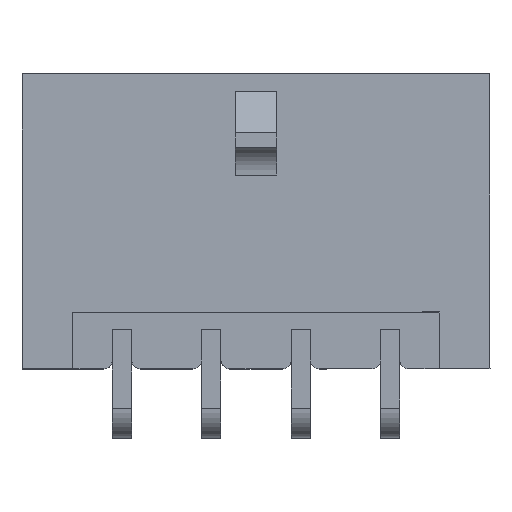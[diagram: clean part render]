
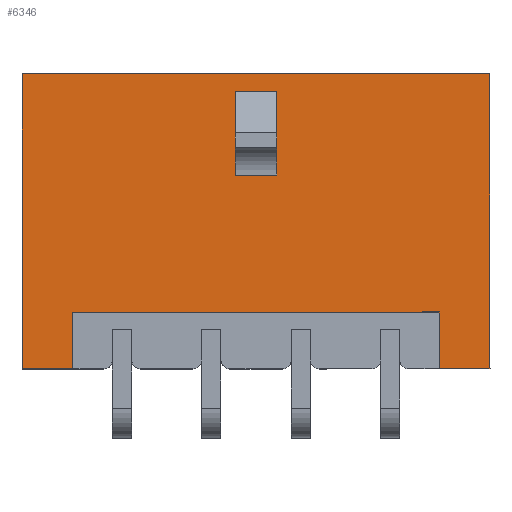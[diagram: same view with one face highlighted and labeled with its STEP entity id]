
A CAD part, top view. The second image highlights one B-rep face of the part: STEP entity #6346.
In plain terms, the highlighted face is planar.
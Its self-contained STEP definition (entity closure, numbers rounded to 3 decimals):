
#466=ORIENTED_EDGE('',*,*,#2289,.F.);
#467=ORIENTED_EDGE('',*,*,#2290,.F.);
#468=ORIENTED_EDGE('',*,*,#2291,.T.);
#469=ORIENTED_EDGE('',*,*,#2292,.T.);
#470=ORIENTED_EDGE('',*,*,#2293,.T.);
#471=ORIENTED_EDGE('',*,*,#2294,.T.);
#472=ORIENTED_EDGE('',*,*,#2181,.F.);
#473=ORIENTED_EDGE('',*,*,#2295,.T.);
#474=ORIENTED_EDGE('',*,*,#2296,.T.);
#475=ORIENTED_EDGE('',*,*,#2297,.F.);
#476=ORIENTED_EDGE('',*,*,#2298,.F.);
#477=ORIENTED_EDGE('',*,*,#2299,.T.);
#2181=EDGE_CURVE('',#3101,#3102,#3733,.T.);
#2289=EDGE_CURVE('',#3181,#3182,#3827,.T.);
#2290=EDGE_CURVE('',#3183,#3181,#3828,.T.);
#2291=EDGE_CURVE('',#3183,#3184,#3829,.T.);
#2292=EDGE_CURVE('',#3184,#3182,#3830,.T.);
#2293=EDGE_CURVE('',#3185,#3186,#3831,.T.);
#2294=EDGE_CURVE('',#3186,#3102,#3832,.T.);
#2295=EDGE_CURVE('',#3101,#3187,#3833,.T.);
#2296=EDGE_CURVE('',#3187,#3188,#3834,.T.);
#2297=EDGE_CURVE('',#3189,#3188,#3835,.T.);
#2298=EDGE_CURVE('',#3190,#3189,#3836,.T.);
#2299=EDGE_CURVE('',#3190,#3185,#3837,.T.);
#3101=VERTEX_POINT('',#9303);
#3102=VERTEX_POINT('',#9305);
#3181=VERTEX_POINT('',#9515);
#3182=VERTEX_POINT('',#9516);
#3183=VERTEX_POINT('',#9518);
#3184=VERTEX_POINT('',#9520);
#3185=VERTEX_POINT('',#9523);
#3186=VERTEX_POINT('',#9524);
#3187=VERTEX_POINT('',#9527);
#3188=VERTEX_POINT('',#9529);
#3189=VERTEX_POINT('',#9531);
#3190=VERTEX_POINT('',#9533);
#3733=LINE('',#9304,#4607);
#3827=LINE('',#9514,#4701);
#3828=LINE('',#9517,#4702);
#3829=LINE('',#9519,#4703);
#3830=LINE('',#9521,#4704);
#3831=LINE('',#9522,#4705);
#3832=LINE('',#9525,#4706);
#3833=LINE('',#9526,#4707);
#3834=LINE('',#9528,#4708);
#3835=LINE('',#9530,#4709);
#3836=LINE('',#9532,#4710);
#3837=LINE('',#9534,#4711);
#4607=VECTOR('',#7547,1000.);
#4701=VECTOR('',#7715,1000.);
#4702=VECTOR('',#7716,1000.);
#4703=VECTOR('',#7717,1000.);
#4704=VECTOR('',#7718,1000.);
#4705=VECTOR('',#7719,1000.);
#4706=VECTOR('',#7720,1000.);
#4707=VECTOR('',#7721,1000.);
#4708=VECTOR('',#7722,1000.);
#4709=VECTOR('',#7723,1000.);
#4710=VECTOR('',#7724,1000.);
#4711=VECTOR('',#7725,1000.);
#5380=EDGE_LOOP('',(#466,#467,#468,#469));
#5381=EDGE_LOOP('',(#470,#471,#472,#473,#474,#475,#476,#477));
#5718=FACE_BOUND('',#5380,.T.);
#5719=FACE_BOUND('',#5381,.T.);
#6056=PLANE('',#7012);
#6346=ADVANCED_FACE('',(#5718,#5719),#6056,.T.);
#7012=AXIS2_PLACEMENT_3D('',#9513,#7713,#7714);
#7547=DIRECTION('',(-1.,0.,0.));
#7713=DIRECTION('',(0.,-1.,0.));
#7714=DIRECTION('',(0.,0.,-1.));
#7715=DIRECTION('',(-1.,0.,0.));
#7716=DIRECTION('',(0.,0.,1.));
#7717=DIRECTION('',(-1.,0.,0.));
#7718=DIRECTION('',(0.,0.,1.));
#7719=DIRECTION('',(1.,0.,0.));
#7720=DIRECTION('',(0.,0.,-1.));
#7721=DIRECTION('',(0.,0.,1.));
#7722=DIRECTION('',(-1.,0.,0.));
#7723=DIRECTION('',(0.,0.,1.));
#7724=DIRECTION('',(-1.,0.,0.));
#7725=DIRECTION('',(0.,0.,1.));
#9303=CARTESIAN_POINT('',(7.85,-3.43,-4.95));
#9304=CARTESIAN_POINT('',(7.85,-3.43,-4.95));
#9305=CARTESIAN_POINT('',(6.15,-3.43,-4.95));
#9513=CARTESIAN_POINT('',(7.85,-3.43,-4.95));
#9514=CARTESIAN_POINT('',(0.7,-3.43,4.35));
#9515=CARTESIAN_POINT('',(0.7,-3.43,4.35));
#9516=CARTESIAN_POINT('',(-0.7,-3.43,4.35));
#9517=CARTESIAN_POINT('',(0.7,-3.43,1.55));
#9518=CARTESIAN_POINT('',(0.7,-3.43,1.55));
#9519=CARTESIAN_POINT('',(0.7,-3.43,1.55));
#9520=CARTESIAN_POINT('',(-0.7,-3.43,1.55));
#9521=CARTESIAN_POINT('',(-0.7,-3.43,1.55));
#9522=CARTESIAN_POINT('',(-6.15,-3.43,-3.05));
#9523=CARTESIAN_POINT('',(-6.15,-3.43,-3.05));
#9524=CARTESIAN_POINT('',(6.15,-3.43,-3.05));
#9525=CARTESIAN_POINT('',(6.15,-3.43,-3.05));
#9526=CARTESIAN_POINT('',(7.85,-3.43,-4.95));
#9527=CARTESIAN_POINT('',(7.85,-3.43,4.95));
#9528=CARTESIAN_POINT('',(7.85,-3.43,4.95));
#9529=CARTESIAN_POINT('',(-7.85,-3.43,4.95));
#9530=CARTESIAN_POINT('',(-7.85,-3.43,-4.95));
#9531=CARTESIAN_POINT('',(-7.85,-3.43,-4.95));
#9532=CARTESIAN_POINT('',(7.85,-3.43,-4.95));
#9533=CARTESIAN_POINT('',(-6.15,-3.43,-4.95));
#9534=CARTESIAN_POINT('',(-6.15,-3.43,-4.95));
